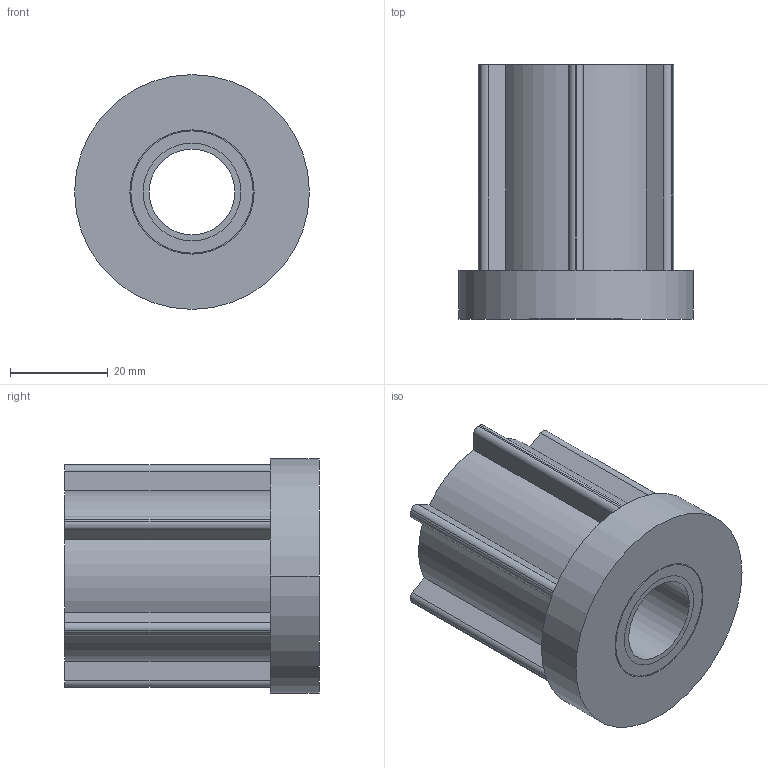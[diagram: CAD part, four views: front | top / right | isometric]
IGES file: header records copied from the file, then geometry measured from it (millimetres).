
Start section:  PTC IGES file: r01-180-58631.igs
Global section: file name: r01-180-58631.igs; native system: Pro/ENGINEER by Parametric Technology Corporation; preprocessor: 2006200; author: Andrea.Castagnoli; organization: Unknown; date: 20070622.123204; units: millimetre
Bounding box: 48 x 52 x 48 mm (x, y, z)
Volume: 42703 mm3; surface area: 21828 mm2
Topology: 1 solids, 2 shells, 58 faces, 152 edges, 102 vertices
Faces by surface type: revolution 32, bspline 26
